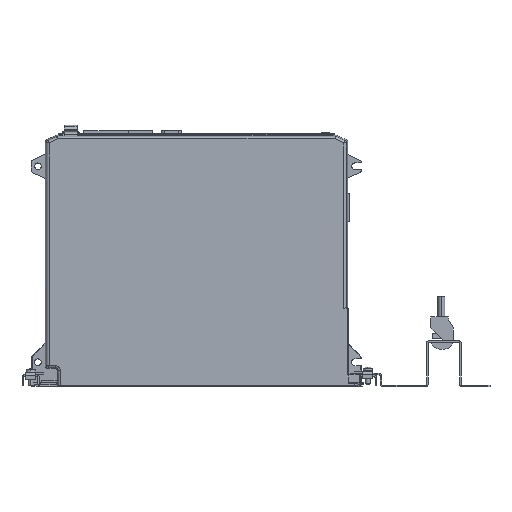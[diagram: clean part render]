
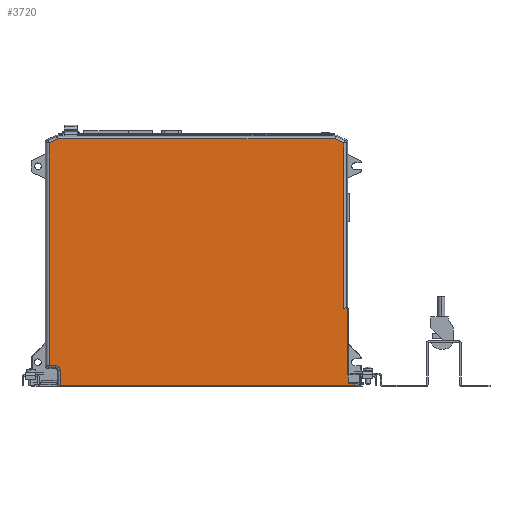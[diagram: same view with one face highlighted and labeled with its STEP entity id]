
A CAD part, left-side view. The second image highlights one B-rep face of the part: STEP entity #3720.
In plain terms, the highlighted planar face has unit normal (-1, 0, 0).
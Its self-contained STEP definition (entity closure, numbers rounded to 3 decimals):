
#65 = EDGE_CURVE ( 'NONE', #43774, #1128, #36208, .T. ) ;
#111 = VERTEX_POINT ( 'NONE', #16008 ) ;
#663 = CARTESIAN_POINT ( 'NONE',  ( -24.5, -267.5, 3.114 ) ) ;
#1128 = VERTEX_POINT ( 'NONE', #6478 ) ;
#2036 = EDGE_CURVE ( 'NONE', #38544, #1128, #24926, .T. ) ;
#2686 = ORIENTED_EDGE ( 'NONE', *, *, #15399, .F. ) ;
#2865 = CARTESIAN_POINT ( 'NONE',  ( -24.5, -7.919, 211.188 ) ) ;
#3240 = DIRECTION ( 'NONE',  ( 1., 0., 0. ) ) ;
#3318 = VECTOR ( 'NONE', #29801, 1000. ) ;
#3364 = CARTESIAN_POINT ( 'NONE',  ( -24.5, -267.5, 9.941 ) ) ;
#3391 = ORIENTED_EDGE ( 'NONE', *, *, #45246, .F. ) ;
#3546 = CARTESIAN_POINT ( 'NONE',  ( -24.5, -256.126, 214.665 ) ) ;
#3720 = ADVANCED_FACE ( 'NONE', ( #6914 ), #38109, .F. ) ;
#4325 = VECTOR ( 'NONE', #4726, 1000. ) ;
#4485 = EDGE_CURVE ( 'NONE', #27299, #26479, #16041, .T. ) ;
#4619 = VECTOR ( 'NONE', #17984, 1000. ) ;
#4681 = CARTESIAN_POINT ( 'NONE',  ( -24.5, -140.625, 2.7 ) ) ;
#4726 = DIRECTION ( 'NONE',  ( 0., 0., -1. ) ) ;
#4838 = DIRECTION ( 'NONE',  ( 0., 0., -1. ) ) ;
#4904 = VECTOR ( 'NONE', #33978, 1000. ) ;
#4995 = VERTEX_POINT ( 'NONE', #38211 ) ;
#5254 = DIRECTION ( 'NONE',  ( 0., 0., 1. ) ) ;
#5431 = ORIENTED_EDGE ( 'NONE', *, *, #13757, .F. ) ;
#5703 = DIRECTION ( 'NONE',  ( 0., -0.906, -0.423 ) ) ;
#6177 = DIRECTION ( 'NONE',  ( 0., -1., 0. ) ) ;
#6478 = CARTESIAN_POINT ( 'NONE',  ( -24.5, -266.5, 9.994 ) ) ;
#6656 = CARTESIAN_POINT ( 'NONE',  ( -24.5, -16.087, 17.903 ) ) ;
#6849 = VERTEX_POINT ( 'NONE', #20075 ) ;
#6914 = FACE_OUTER_BOUND ( 'NONE', #37748, .T. ) ;
#6922 = VERTEX_POINT ( 'NONE', #7660 ) ;
#7617 = CARTESIAN_POINT ( 'NONE',  ( -24.5, -266.5, 67.348 ) ) ;
#7660 = CARTESIAN_POINT ( 'NONE',  ( -24.5, -263.581, 67.348 ) ) ;
#7797 = CARTESIAN_POINT ( 'NONE',  ( -24.5, -268.5, 2.7 ) ) ;
#8141 = DIRECTION ( 'NONE',  ( 0., 0., -1. ) ) ;
#8458 = CARTESIAN_POINT ( 'NONE',  ( -24.5, -267.246, 9.955 ) ) ;
#8888 = ORIENTED_EDGE ( 'NONE', *, *, #45049, .F. ) ;
#9117 = VECTOR ( 'NONE', #5254, 1000. ) ;
#10178 = VERTEX_POINT ( 'NONE', #22667 ) ;
#10493 = VECTOR ( 'NONE', #8141, 1000. ) ;
#10557 = CARTESIAN_POINT ( 'NONE',  ( -24.5, -17.811, 16.071 ) ) ;
#11271 = LINE ( 'NONE', #32348, #37655 ) ;
#11598 = ORIENTED_EDGE ( 'NONE', *, *, #21915, .F. ) ;
#12759 = VECTOR ( 'NONE', #41429, 1000. ) ;
#12779 = ORIENTED_EDGE ( 'NONE', *, *, #44576, .F. ) ;
#13463 = VECTOR ( 'NONE', #6177, 1000. ) ;
#13488 = VERTEX_POINT ( 'NONE', #18727 ) ;
#13582 = CARTESIAN_POINT ( 'NONE',  ( -24.5, -140.625, 0.45 ) ) ;
#13757 = EDGE_CURVE ( 'NONE', #111, #19895, #20763, .T. ) ;
#13830 = DIRECTION ( 'NONE',  ( 0., 0., -1. ) ) ;
#14315 = EDGE_CURVE ( 'NONE', #4995, #111, #32881, .T. ) ;
#14533 = EDGE_CURVE ( 'NONE', #18240, #32996, #23152, .T. ) ;
#14669 = CARTESIAN_POINT ( 'NONE',  ( -24.5, -267.914, 2.7 ) ) ;
#15013 = LINE ( 'NONE', #40207, #10493 ) ;
#15138 = CARTESIAN_POINT ( 'NONE',  ( -24.5, -273.331, 2.7 ) ) ;
#15399 = EDGE_CURVE ( 'NONE', #40314, #13488, #16030, .T. ) ;
#16008 = CARTESIAN_POINT ( 'NONE',  ( -24.5, -268.5, 2.7 ) ) ;
#16030 = LINE ( 'NONE', #36681, #9117 ) ;
#16041 = LINE ( 'NONE', #19035, #3318 ) ;
#16096 = EDGE_CURVE ( 'NONE', #19895, #20978, #15013, .T. ) ;
#16382 = EDGE_CURVE ( 'NONE', #6849, #6922, #27831, .T. ) ;
#17090 = VECTOR ( 'NONE', #13830, 1000. ) ;
#17347 = EDGE_CURVE ( 'NONE', #43774, #4995, #11271, .T. ) ;
#17947 = ORIENTED_EDGE ( 'NONE', *, *, #4485, .T. ) ;
#17984 = DIRECTION ( 'NONE',  ( 0., -1., 0. ) ) ;
#18219 = AXIS2_PLACEMENT_3D ( 'NONE', #38774, #3240, #38324 ) ;
#18240 = VERTEX_POINT ( 'NONE', #40183 ) ;
#18727 = CARTESIAN_POINT ( 'NONE',  ( -24.5, -17.811, 13.554 ) ) ;
#19035 = CARTESIAN_POINT ( 'NONE',  ( -24.5, -7.919, 113.863 ) ) ;
#19386 = ORIENTED_EDGE ( 'NONE', *, *, #16382, .F. ) ;
#19895 = VERTEX_POINT ( 'NONE', #15138 ) ;
#20075 = CARTESIAN_POINT ( 'NONE',  ( -24.5, -263.581, 211.188 ) ) ;
#20763 = LINE ( 'NONE', #4681, #4619 ) ;
#20926 = DIRECTION ( 'NONE',  ( 0., 1., 0. ) ) ;
#20978 = VERTEX_POINT ( 'NONE', #44528 ) ;
#21447 = ORIENTED_EDGE ( 'NONE', *, *, #17347, .F. ) ;
#21626 = EDGE_CURVE ( 'NONE', #27299, #18240, #43445, .T. ) ;
#21766 = DIRECTION ( 'NONE',  ( 0., 0.999, 0.052 ) ) ;
#21915 = EDGE_CURVE ( 'NONE', #6922, #38544, #44047, .T. ) ;
#22667 = CARTESIAN_POINT ( 'NONE',  ( -24.5, -13.575, 18.057 ) ) ;
#23152 = LINE ( 'NONE', #37812, #13463 ) ;
#23175 = VECTOR ( 'NONE', #21766, 1000. ) ;
#24487 = CARTESIAN_POINT ( 'NONE',  ( -24.5, -7.176, 18.448 ) ) ;
#24926 = LINE ( 'NONE', #39566, #4325 ) ;
#25146 = ORIENTED_EDGE ( 'NONE', *, *, #14533, .F. ) ;
#25374 = CARTESIAN_POINT ( 'NONE',  ( -24.5, -15.374, 214.665 ) ) ;
#26479 = VERTEX_POINT ( 'NONE', #31905 ) ;
#27299 = VERTEX_POINT ( 'NONE', #2865 ) ;
#27639 = VECTOR ( 'NONE', #35912, 1000. ) ;
#27831 = LINE ( 'NONE', #38820, #17090 ) ;
#27978 = CARTESIAN_POINT ( 'NONE',  ( -24.5, -17.811, 13.554 ) ) ;
#27989 = CARTESIAN_POINT ( 'NONE',  ( -24.5, -267.5, 3.7 ) ) ;
#28612 =( BOUNDED_CURVE ( )  B_SPLINE_CURVE ( 3, ( #27978, #10557, #6656, #35301 ),
 .UNSPECIFIED., .F., .T. ) 
 B_SPLINE_CURVE_WITH_KNOTS ( ( 4, 4 ),
 ( 0., 1. ),
 .UNSPECIFIED. ) 
 CURVE ( )  GEOMETRIC_REPRESENTATION_ITEM ( )  RATIONAL_B_SPLINE_CURVE ( ( 1., 0.819, 0.819, 1. ) ) 
 REPRESENTATION_ITEM ( '' )  );
#28779 = VECTOR ( 'NONE', #5703, 1000. ) ;
#29801 = DIRECTION ( 'NONE',  ( 0., 0., -1. ) ) ;
#30149 = ORIENTED_EDGE ( 'NONE', *, *, #38768, .F. ) ;
#31355 = LINE ( 'NONE', #24487, #12759 ) ;
#31905 = CARTESIAN_POINT ( 'NONE',  ( -24.5, -7.919, 18.403 ) ) ;
#32348 = CARTESIAN_POINT ( 'NONE',  ( -24.5, -267.5, 107.557 ) ) ;
#32685 = ORIENTED_EDGE ( 'NONE', *, *, #2036, .F. ) ;
#32881 =( BOUNDED_CURVE ( )  B_SPLINE_CURVE ( 3, ( #27989, #663, #14669, #7797 ),
 .UNSPECIFIED., .F., .T. ) 
 B_SPLINE_CURVE_WITH_KNOTS ( ( 4, 4 ),
 ( 0., 1. ),
 .UNSPECIFIED. ) 
 CURVE ( )  GEOMETRIC_REPRESENTATION_ITEM ( )  RATIONAL_B_SPLINE_CURVE ( ( 1., 0.805, 0.805, 1. ) ) 
 REPRESENTATION_ITEM ( '' )  );
#32977 = LINE ( 'NONE', #33438, #28779 ) ;
#32996 = VERTEX_POINT ( 'NONE', #3546 ) ;
#33435 = ORIENTED_EDGE ( 'NONE', *, *, #14315, .F. ) ;
#33438 = CARTESIAN_POINT ( 'NONE',  ( -24.5, -263.581, 211.188 ) ) ;
#33978 = DIRECTION ( 'NONE',  ( 0., -1., 0. ) ) ;
#34208 = CARTESIAN_POINT ( 'NONE',  ( -24.5, -140.625, 67.348 ) ) ;
#35301 = CARTESIAN_POINT ( 'NONE',  ( -24.5, -13.575, 18.057 ) ) ;
#35912 = DIRECTION ( 'NONE',  ( 0., -0.906, 0.423 ) ) ;
#36208 = LINE ( 'NONE', #8458, #23175 ) ;
#36681 = CARTESIAN_POINT ( 'NONE',  ( -24.5, -17.811, 107.557 ) ) ;
#36894 = VECTOR ( 'NONE', #20926, 1000. ) ;
#37655 = VECTOR ( 'NONE', #4838, 1000. ) ;
#37748 = EDGE_LOOP ( 'NONE', ( #32685, #11598, #19386, #3391, #25146, #40427, #17947, #30149, #8888, #2686, #12779, #44782, #5431, #33435, #21447, #42981 ) ) ;
#37812 = CARTESIAN_POINT ( 'NONE',  ( -24.5, -140.625, 214.665 ) ) ;
#38109 = PLANE ( 'NONE',  #18219 ) ;
#38211 = CARTESIAN_POINT ( 'NONE',  ( -24.5, -267.5, 3.7 ) ) ;
#38324 = DIRECTION ( 'NONE',  ( 0., 0., -1. ) ) ;
#38544 = VERTEX_POINT ( 'NONE', #7617 ) ;
#38768 = EDGE_CURVE ( 'NONE', #10178, #26479, #31355, .T. ) ;
#38774 = CARTESIAN_POINT ( 'NONE',  ( -24.5, -273.331, 214.665 ) ) ;
#38820 = CARTESIAN_POINT ( 'NONE',  ( -24.5, -263.581, 107.557 ) ) ;
#39566 = CARTESIAN_POINT ( 'NONE',  ( -24.5, -266.5, 107.557 ) ) ;
#40183 = CARTESIAN_POINT ( 'NONE',  ( -24.5, -15.374, 214.665 ) ) ;
#40207 = CARTESIAN_POINT ( 'NONE',  ( -24.5, -273.331, 107.557 ) ) ;
#40314 = VERTEX_POINT ( 'NONE', #45097 ) ;
#40427 = ORIENTED_EDGE ( 'NONE', *, *, #21626, .F. ) ;
#41429 = DIRECTION ( 'NONE',  ( 0., 0.998, 0.061 ) ) ;
#42981 = ORIENTED_EDGE ( 'NONE', *, *, #65, .T. ) ;
#43445 = LINE ( 'NONE', #25374, #27639 ) ;
#43774 = VERTEX_POINT ( 'NONE', #3364 ) ;
#44047 = LINE ( 'NONE', #34208, #4904 ) ;
#44528 = CARTESIAN_POINT ( 'NONE',  ( -24.5, -273.331, 0.45 ) ) ;
#44576 = EDGE_CURVE ( 'NONE', #20978, #40314, #44984, .T. ) ;
#44782 = ORIENTED_EDGE ( 'NONE', *, *, #16096, .F. ) ;
#44984 = LINE ( 'NONE', #13582, #36894 ) ;
#45049 = EDGE_CURVE ( 'NONE', #13488, #10178, #28612, .T. ) ;
#45097 = CARTESIAN_POINT ( 'NONE',  ( -24.5, -17.811, 0.45 ) ) ;
#45246 = EDGE_CURVE ( 'NONE', #32996, #6849, #32977, .T. ) ;
